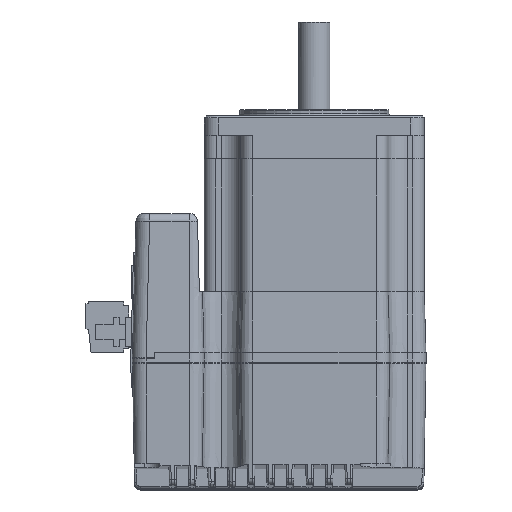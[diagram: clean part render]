
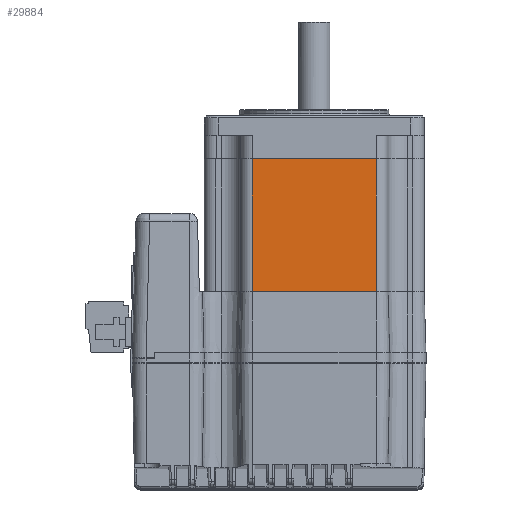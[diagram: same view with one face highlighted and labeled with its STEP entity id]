
A CAD part, top view. The second image highlights one B-rep face of the part: STEP entity #29884.
In plain terms, the highlighted planar face has unit normal (0, 0, 1).
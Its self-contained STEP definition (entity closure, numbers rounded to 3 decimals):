
#553 = VERTEX_POINT ( 'NONE', #5037 ) ;
#5037 = CARTESIAN_POINT ( 'NONE',  ( 16.105, -47.977, 33.007 ) ) ;
#5585 = VERTEX_POINT ( 'NONE', #16300 ) ;
#5753 = EDGE_CURVE ( 'NONE', #553, #5585, #16392, .T. ) ;
#16300 = CARTESIAN_POINT ( 'NONE',  ( -15.495, -47.977, 33.007 ) ) ;
#16389 = DIRECTION ( 'NONE',  ( -1., 0., 0. ) ) ;
#16390 = VECTOR ( 'NONE', #16389, 1000. ) ;
#16391 = CARTESIAN_POINT ( 'NONE',  ( 16.105, -47.977, 33.007 ) ) ;
#16392 = LINE ( 'NONE', #16391, #16390 ) ;
#29847 = ORIENTED_EDGE ( 'NONE', *, *, #5753, .F. ) ;
#29861 = ORIENTED_EDGE ( 'NONE', *, *, #29873, .T. ) ;
#29873 = EDGE_CURVE ( 'NONE', #553, #29880, #39162, .T. ) ;
#29880 = VERTEX_POINT ( 'NONE', #39208 ) ;
#29881 = VERTEX_POINT ( 'NONE', #39210 ) ;
#29882 = ORIENTED_EDGE ( 'NONE', *, *, #29886, .T. ) ;
#29884 = ADVANCED_FACE ( 'NONE', ( #39212 ), #39160, .F. ) ;
#29886 = EDGE_CURVE ( 'NONE', #29880, #29881, #39193, .T. ) ;
#29888 = ORIENTED_EDGE ( 'NONE', *, *, #29893, .F. ) ;
#29890 = EDGE_LOOP ( 'NONE', ( #29882, #29888, #29847, #29861 ) ) ;
#29893 = EDGE_CURVE ( 'NONE', #5585, #29881, #38726, .T. ) ;
#38328 = CARTESIAN_POINT ( 'NONE',  ( -15.495, -47.977, 33.007 ) ) ;
#38726 = LINE ( 'NONE', #38328, #38989 ) ;
#38985 = DIRECTION ( 'NONE',  ( 0., 1., 0. ) ) ;
#38989 = VECTOR ( 'NONE', #38985, 1000. ) ;
#39151 = CARTESIAN_POINT ( 'NONE',  ( 16.105, -47.977, 33.007 ) ) ;
#39160 = PLANE ( 'NONE',  #39209 ) ;
#39162 = LINE ( 'NONE', #39151, #39215 ) ;
#39191 = DIRECTION ( 'NONE',  ( -1., 0., 0. ) ) ;
#39192 = VECTOR ( 'NONE', #39191, 1000. ) ;
#39193 = LINE ( 'NONE', #39198, #39192 ) ;
#39195 = DIRECTION ( 'NONE',  ( 0., 1., 0. ) ) ;
#39196 = DIRECTION ( 'NONE',  ( 0., 0., -1. ) ) ;
#39197 = CARTESIAN_POINT ( 'NONE',  ( 16.105, -47.977, 33.007 ) ) ;
#39198 = CARTESIAN_POINT ( 'NONE',  ( 16.105, -13.977, 33.007 ) ) ;
#39208 = CARTESIAN_POINT ( 'NONE',  ( 16.105, -13.977, 33.007 ) ) ;
#39209 = AXIS2_PLACEMENT_3D ( 'NONE', #39197, #39196, #39195 ) ;
#39210 = CARTESIAN_POINT ( 'NONE',  ( -15.495, -13.977, 33.007 ) ) ;
#39212 = FACE_OUTER_BOUND ( 'NONE', #29890, .T. ) ;
#39214 = DIRECTION ( 'NONE',  ( 0., 1., 0. ) ) ;
#39215 = VECTOR ( 'NONE', #39214, 1000. ) ;
